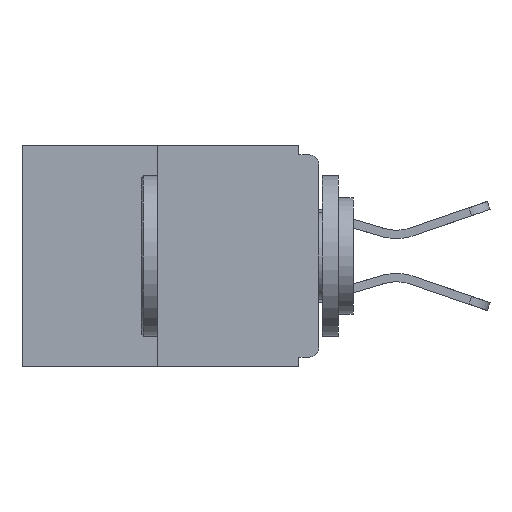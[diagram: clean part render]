
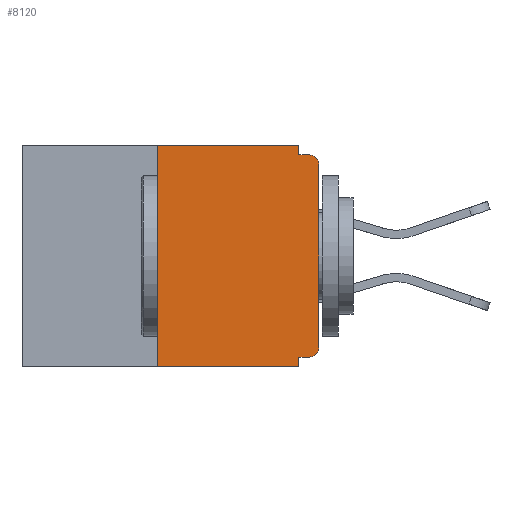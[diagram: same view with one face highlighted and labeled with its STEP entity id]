
A CAD part, left-side view. The second image highlights one B-rep face of the part: STEP entity #8120.
In plain terms, the highlighted planar face has unit normal (-1, 0, 0).
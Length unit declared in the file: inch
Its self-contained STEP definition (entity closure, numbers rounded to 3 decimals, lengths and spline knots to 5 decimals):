
#696 = LINE ( 'NONE', #25832, #16710 ) ;
#1637 = EDGE_CURVE ( 'NONE', #22385, #22357, #7467, .T. ) ;
#1814 = EDGE_CURVE ( 'NONE', #7576, #23898, #26689, .T. ) ;
#1865 = VERTEX_POINT ( 'NONE', #9868 ) ;
#1966 = AXIS2_PLACEMENT_3D ( 'NONE', #24872, #26953, #2353 ) ;
#2226 = CARTESIAN_POINT ( 'NONE',  ( 0., 0.015, -0.015 ) ) ;
#2353 = DIRECTION ( 'NONE',  ( 0., 0., -1. ) ) ;
#2426 = CARTESIAN_POINT ( 'NONE',  ( 0., 0., -0.313 ) ) ;
#2729 = EDGE_CURVE ( 'NONE', #25847, #10023, #28615, .T. ) ;
#4793 = EDGE_CURVE ( 'NONE', #10023, #1865, #18719, .T. ) ;
#5772 = ORIENTED_EDGE ( 'NONE', *, *, #26205, .F. ) ;
#6332 = ORIENTED_EDGE ( 'NONE', *, *, #2729, .F. ) ;
#6508 = CARTESIAN_POINT ( 'NONE',  ( 0., 0., 0. ) ) ;
#7002 = FACE_OUTER_BOUND ( 'NONE', #15692, .T. ) ;
#7467 = LINE ( 'NONE', #26273, #23544 ) ;
#7493 = VERTEX_POINT ( 'NONE', #13109 ) ;
#7569 = VERTEX_POINT ( 'NONE', #2226 ) ;
#7576 = VERTEX_POINT ( 'NONE', #2426 ) ;
#7682 = DIRECTION ( 'NONE',  ( 0., -1., 0. ) ) ;
#8120 = ADVANCED_FACE ( 'NONE', ( #7002 ), #21067, .F. ) ;
#9202 = DIRECTION ( 'NONE',  ( -1., 0., 0. ) ) ;
#9408 = EDGE_CURVE ( 'NONE', #7493, #7569, #15686, .T. ) ;
#9868 = CARTESIAN_POINT ( 'NONE',  ( 0., 0.031, 0. ) ) ;
#10023 = VERTEX_POINT ( 'NONE', #21908 ) ;
#10634 = CARTESIAN_POINT ( 'NONE',  ( 0., 0., -0.03 ) ) ;
#10744 = ORIENTED_EDGE ( 'NONE', *, *, #15381, .F. ) ;
#10785 = CARTESIAN_POINT ( 'NONE',  ( 0., 0.015, -0.03 ) ) ;
#11280 = CARTESIAN_POINT ( 'NONE',  ( 0., 0.25, 0. ) ) ;
#11451 = DIRECTION ( 'NONE',  ( 0., 0., -1. ) ) ;
#11479 = DIRECTION ( 'NONE',  ( 0., 0., 1. ) ) ;
#11512 = CARTESIAN_POINT ( 'NONE',  ( 0., 0.015, -0.328 ) ) ;
#11797 = VECTOR ( 'NONE', #23055, 39.37008 ) ;
#12525 = EDGE_CURVE ( 'NONE', #22385, #7576, #13763, .T. ) ;
#12843 = DIRECTION ( 'NONE',  ( 0., 1., 0. ) ) ;
#13109 = CARTESIAN_POINT ( 'NONE',  ( 0., 0.031, -0.015 ) ) ;
#13173 = CARTESIAN_POINT ( 'NONE',  ( 0., 0.031, -0.328 ) ) ;
#13634 = ORIENTED_EDGE ( 'NONE', *, *, #12525, .T. ) ;
#13763 = CIRCLE ( 'NONE', #1966, 0.015 ) ;
#13842 = ORIENTED_EDGE ( 'NONE', *, *, #1637, .F. ) ;
#13923 = LINE ( 'NONE', #16019, #11797 ) ;
#14042 = DIRECTION ( 'NONE',  ( 0., -1., 0. ) ) ;
#15381 = EDGE_CURVE ( 'NONE', #1865, #7493, #13923, .T. ) ;
#15686 = LINE ( 'NONE', #16188, #23029 ) ;
#15692 = EDGE_LOOP ( 'NONE', ( #18029, #6332, #24004, #5772, #13842, #13634, #16043, #19874, #26704, #10744 ) ) ;
#16019 = CARTESIAN_POINT ( 'NONE',  ( 0., 0.031, 0. ) ) ;
#16043 = ORIENTED_EDGE ( 'NONE', *, *, #1814, .T. ) ;
#16188 = CARTESIAN_POINT ( 'NONE',  ( 0., 0., -0.015 ) ) ;
#16710 = VECTOR ( 'NONE', #7682, 39.37008 ) ;
#16962 = CIRCLE ( 'NONE', #23436, 0.015 ) ;
#17048 = VECTOR ( 'NONE', #27516, 39.37008 ) ;
#17402 = VECTOR ( 'NONE', #11479, 39.37008 ) ;
#18029 = ORIENTED_EDGE ( 'NONE', *, *, #4793, .F. ) ;
#18519 = CARTESIAN_POINT ( 'NONE',  ( 0., 0.031, -0.343 ) ) ;
#18719 = LINE ( 'NONE', #23002, #20135 ) ;
#19874 = ORIENTED_EDGE ( 'NONE', *, *, #28430, .T. ) ;
#20024 = VECTOR ( 'NONE', #26666, 39.37008 ) ;
#20135 = VECTOR ( 'NONE', #25697, 39.37008 ) ;
#21067 = PLANE ( 'NONE',  #21775 ) ;
#21775 = AXIS2_PLACEMENT_3D ( 'NONE', #23319, #26035, #28090 ) ;
#21908 = CARTESIAN_POINT ( 'NONE',  ( 0., 0.25, 0. ) ) ;
#22357 = VERTEX_POINT ( 'NONE', #13173 ) ;
#22385 = VERTEX_POINT ( 'NONE', #11512 ) ;
#23002 = CARTESIAN_POINT ( 'NONE',  ( 0., 0.46, 0. ) ) ;
#23029 = VECTOR ( 'NONE', #14042, 39.37008 ) ;
#23055 = DIRECTION ( 'NONE',  ( 0., 0., -1. ) ) ;
#23319 = CARTESIAN_POINT ( 'NONE',  ( 0., 0.46, 0. ) ) ;
#23436 = AXIS2_PLACEMENT_3D ( 'NONE', #10785, #9202, #11451 ) ;
#23544 = VECTOR ( 'NONE', #12843, 39.37008 ) ;
#23898 = VERTEX_POINT ( 'NONE', #10634 ) ;
#24004 = ORIENTED_EDGE ( 'NONE', *, *, #26336, .T. ) ;
#24872 = CARTESIAN_POINT ( 'NONE',  ( 0., 0.015, -0.313 ) ) ;
#25697 = DIRECTION ( 'NONE',  ( 0., -1., 0. ) ) ;
#25832 = CARTESIAN_POINT ( 'NONE',  ( 0., 0.46, -0.343 ) ) ;
#25847 = VERTEX_POINT ( 'NONE', #28188 ) ;
#26035 = DIRECTION ( 'NONE',  ( 1., 0., 0. ) ) ;
#26205 = EDGE_CURVE ( 'NONE', #22357, #27676, #27219, .T. ) ;
#26273 = CARTESIAN_POINT ( 'NONE',  ( 0., 0., -0.328 ) ) ;
#26336 = EDGE_CURVE ( 'NONE', #25847, #27676, #696, .T. ) ;
#26475 = CARTESIAN_POINT ( 'NONE',  ( 0., 0.031, -0.343 ) ) ;
#26666 = DIRECTION ( 'NONE',  ( 0., 0., 1. ) ) ;
#26689 = LINE ( 'NONE', #6508, #20024 ) ;
#26704 = ORIENTED_EDGE ( 'NONE', *, *, #9408, .F. ) ;
#26953 = DIRECTION ( 'NONE',  ( -1., 0., 0. ) ) ;
#27219 = LINE ( 'NONE', #18519, #17048 ) ;
#27516 = DIRECTION ( 'NONE',  ( 0., 0., -1. ) ) ;
#27676 = VERTEX_POINT ( 'NONE', #26475 ) ;
#28090 = DIRECTION ( 'NONE',  ( 0., 0., -1. ) ) ;
#28188 = CARTESIAN_POINT ( 'NONE',  ( 0., 0.25, -0.343 ) ) ;
#28430 = EDGE_CURVE ( 'NONE', #23898, #7569, #16962, .T. ) ;
#28615 = LINE ( 'NONE', #11280, #17402 ) ;
